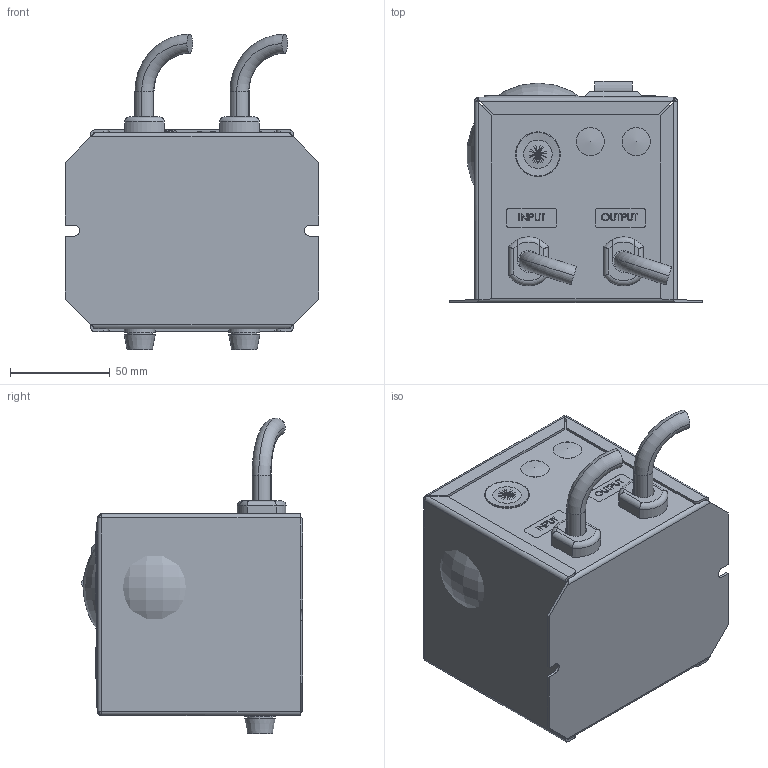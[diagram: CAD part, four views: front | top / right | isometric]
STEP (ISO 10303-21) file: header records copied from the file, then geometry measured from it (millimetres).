
FILE_DESCRIPTION (( 'STEP AP214' ), '1' );
FILE_NAME ('pn 121-000-2060_model FC-200-240_240V.STEP', '2026-02-11T21:03:07', ( '' ), ( '' ), 'SwSTEP 2.0', 'SolidWorks 2022', '' );
FILE_SCHEMA (( 'AUTOMOTIVE_DESIGN' ));
Length unit declared in the file: inch
Products named in the file (14): pn 121-000-2060_model FC-200-240_240V; LABLE-OUTPUT_DEFAULT; CORD-38_DEFAULT; KNOCKOUT-.880_DEFAULT; FC-SINGLE-120V-ENCLOSURE-BOTTOM_DEFAULT; SWITCH_220V_DEFAULT; 112-000-0057-3D_DEFAULT; LABLE-INPUT_DEFAULT; 106-000-0022-3D; KNOCKOUT .555_DEFAULT; LABLE-8 AMPS_DEFAULT; FC-SINGLE-120V-ENCLOSURE-TOP_DEFAULT; FC-SINGLE-120V-ENCLOSURE-BLANK; 104-000-0078
Assembly tree (18 placements, depth 3):
  pn 121-000-2060_model FC-200-240_240V
    FC-SINGLE-120V-ENCLOSURE-BLANK
      FC-SINGLE-120V-ENCLOSURE-BOTTOM_DEFAULT
      FC-SINGLE-120V-ENCLOSURE-TOP_DEFAULT
    106-000-0022-3D  x2
    CORD-38_DEFAULT  x2
    112-000-0057-3D_DEFAULT  x2
    KNOCKOUT .555_DEFAULT  x2
    KNOCKOUT-.880_DEFAULT
    LABLE-OUTPUT_DEFAULT
    LABLE-INPUT_DEFAULT
    LABLE-8 AMPS_DEFAULT  x2
    SWITCH_220V_DEFAULT
    104-000-0078
Bounding box: 127 x 111.04 x 158.15 mm (x, y, z)
Volume: 301961.3 mm3; surface area: 176467.6 mm2
Topology: 19 solids, 19 shells, 1166 faces, 3029 edges, 2009 vertices
Faces by surface type: plane 760, bspline 211, cylinder 164, torus 28, cone 3
Full cylindrical faces by diameter (mm): 0.705 x1, 3.002 x1, 3.554 x1, 12.7 x2, 14.097 x2, 15.494 x2, 22.377 x1
Entity records: 42939 total; most frequent: CARTESIAN_POINT 16666, ORIENTED_EDGE 5368, DIRECTION 4370, EDGE_CURVE 2684, LINE 1982, VECTOR 1982, VERTEX_POINT 1788, AXIS2_PLACEMENT_3D 1194
